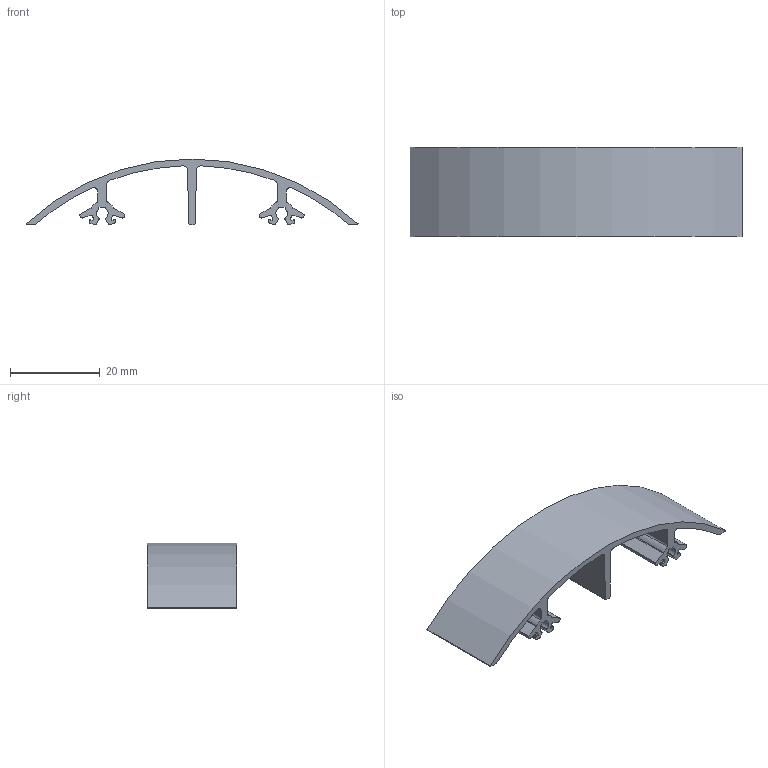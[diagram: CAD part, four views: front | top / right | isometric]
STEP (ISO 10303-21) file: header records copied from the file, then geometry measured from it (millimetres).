
FILE_DESCRIPTION (( 'STEP AP203' ), '1' );
FILE_NAME ('281996200_c_1.STEP', '2023-01-19T14:38:34', ( '' ), ( '' ), 'SwSTEP 2.0', 'SolidWorks 2014', '' );
FILE_SCHEMA (( 'CONFIG_CONTROL_DESIGN' ));
Length unit declared in the file: millimetre
Products named in the file (1): 281996200_c_1
Bounding box: 74.05 x 20 x 14.7 mm (x, y, z)
Volume: 4035.8 mm3; surface area: 5739.8 mm2
Topology: 1 solids, 1 shells, 118 faces, 348 edges, 232 vertices
Faces by surface type: cylinder 77, plane 41
Entity records: 4083 total; most frequent: DIRECTION 740, CARTESIAN_POINT 699, ORIENTED_EDGE 696, EDGE_CURVE 348, AXIS2_PLACEMENT_3D 273, VERTEX_POINT 232, VECTOR 194, LINE 194
